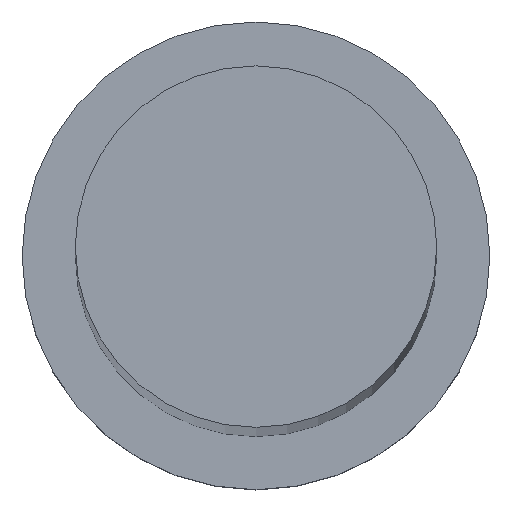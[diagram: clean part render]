
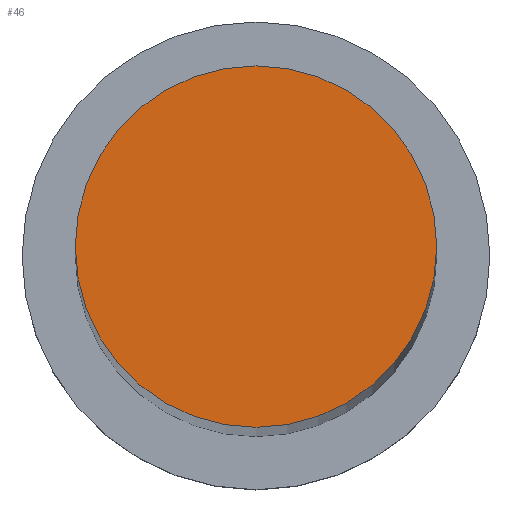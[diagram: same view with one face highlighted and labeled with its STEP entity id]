
A CAD part, top view. The second image highlights one B-rep face of the part: STEP entity #46.
In plain terms, the highlighted planar face has unit normal (0, 0, 1).
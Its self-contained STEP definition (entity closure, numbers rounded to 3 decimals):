
#6 = CARTESIAN_POINT ( 'NONE',  ( 0., 0., 257. ) ) ;
#42 = CARTESIAN_POINT ( 'NONE',  ( -8.5, 0., 257. ) ) ;
#46 = ADVANCED_FACE ( 'NONE', ( #239 ), #187, .T. ) ;
#60 = EDGE_CURVE ( 'NONE', #81, #85, #153, .T. ) ;
#61 = DIRECTION ( 'NONE',  ( 0., 0., 1. ) ) ;
#64 = DIRECTION ( 'NONE',  ( 0., 0., 1. ) ) ;
#67 = CARTESIAN_POINT ( 'NONE',  ( 0., 0., 257. ) ) ;
#73 = CIRCLE ( 'NONE', #232, 8.5 ) ;
#81 = VERTEX_POINT ( 'NONE', #42 ) ;
#85 = VERTEX_POINT ( 'NONE', #188 ) ;
#86 = DIRECTION ( 'NONE',  ( 1., 0., 0. ) ) ;
#87 = ORIENTED_EDGE ( 'NONE', *, *, #162, .T. ) ;
#106 = ORIENTED_EDGE ( 'NONE', *, *, #60, .T. ) ;
#123 = AXIS2_PLACEMENT_3D ( 'NONE', #226, #190, #171 ) ;
#153 = CIRCLE ( 'NONE', #123, 8.5 ) ;
#162 = EDGE_CURVE ( 'NONE', #85, #81, #73, .T. ) ;
#171 = DIRECTION ( 'NONE',  ( 1., 0., 0. ) ) ;
#187 = PLANE ( 'NONE',  #237 ) ;
#188 = CARTESIAN_POINT ( 'NONE',  ( 8.5, 0., 257. ) ) ;
#190 = DIRECTION ( 'NONE',  ( 0., 0., 1. ) ) ;
#211 = DIRECTION ( 'NONE',  ( 1., 0., 0. ) ) ;
#223 = EDGE_LOOP ( 'NONE', ( #106, #87 ) ) ;
#226 = CARTESIAN_POINT ( 'NONE',  ( 0., 0., 257. ) ) ;
#232 = AXIS2_PLACEMENT_3D ( 'NONE', #67, #61, #211 ) ;
#237 = AXIS2_PLACEMENT_3D ( 'NONE', #6, #64, #86 ) ;
#239 = FACE_OUTER_BOUND ( 'NONE', #223, .T. ) ;
